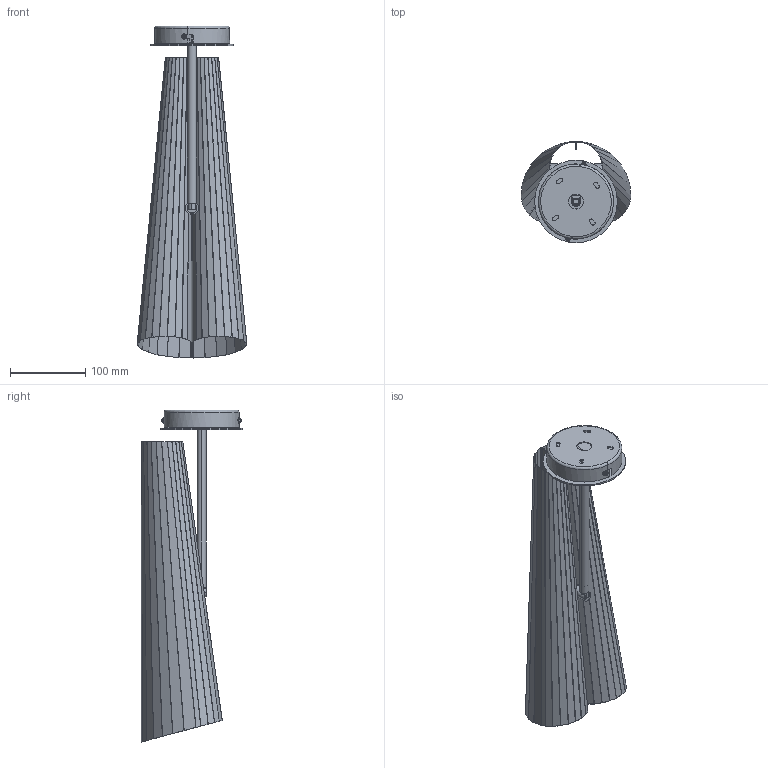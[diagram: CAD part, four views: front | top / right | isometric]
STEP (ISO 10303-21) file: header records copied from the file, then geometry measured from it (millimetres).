
FILE_DESCRIPTION (( 'STEP AP214' ), '1' );
FILE_NAME ('WALL-I-PARETE-ORIENT.STEP', '2023-05-03T06:07:26', ( '' ), ( '' ), 'SwSTEP 2.0', 'SolidWorks 2014', '' );
FILE_SCHEMA (( 'AUTOMOTIVE_DESIGN' ));
Length unit declared in the file: millimetre
Products named in the file (29): BC_022; BLOCCACAVO STEAB ART 5100; rondella dentellata d 3; OSRAM_lampadina_LED_E14_4,8WPAR16dimming; BC_001_150_CALANDRATO_260223_1; SNODO_AVS_2870_90; vite tc m3x12 croce; 048PXS_002.SLDDRW; WALL-I-PARETE-ORIENT; PTL E14 PLASTICO VS; BC_001_150_CALANDRATO_260223_2; 048PXS_001; AVS_STAFFA_SUPPORTO_ART_1716; BINOCOLO_PARETE_ASSIEME_SUPP
Assembly tree (16 placements, depth 3):
  BC_022
  BLOCCACAVO STEAB ART 5100
  BC_001_150_CALANDRATO_260223_1
  SNODO_AVS_2870_90
  rondella dentellata d 3
Bounding box: 146.11 x 135.44 x 442.17 mm (x, y, z)
Volume: 255688.4 mm3; surface area: 386213 mm2
Topology: 15 solids, 15 shells, 798 faces, 1837 edges, 1076 vertices
Faces by surface type: plane 426, cylinder 223, bspline 106, cone 24, torus 17, sphere 2
Entity records: 21480 total; most frequent: CARTESIAN_POINT 6793, ORIENTED_EDGE 3054, DIRECTION 2679, EDGE_CURVE 1527, LINE 969, VECTOR 969, VERTEX_POINT 877, AXIS2_PLACEMENT_3D 855
